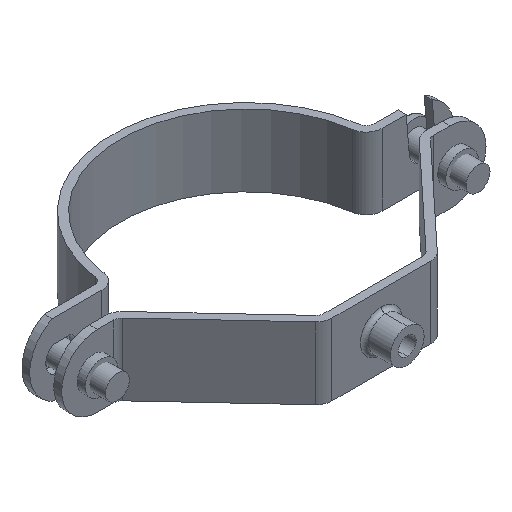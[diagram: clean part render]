
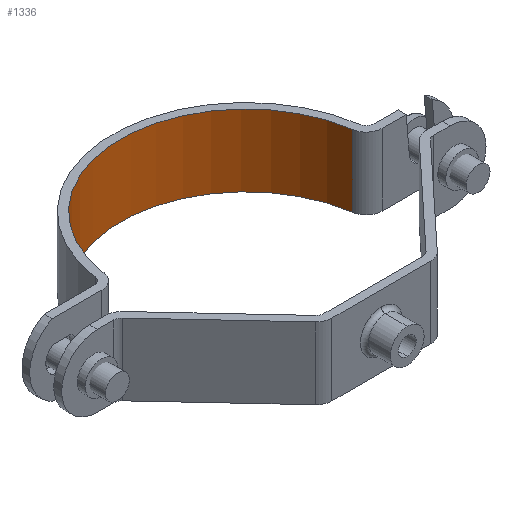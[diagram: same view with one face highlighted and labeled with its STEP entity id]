
A CAD part, isometric view. The second image highlights one B-rep face of the part: STEP entity #1336.
In plain terms, the highlighted cylindrical face has radius 31.5 mm (diameter 63 mm), a partial arc.
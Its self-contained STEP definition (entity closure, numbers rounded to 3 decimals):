
#15 = ORIENTED_EDGE ( 'NONE', *, *, #1950, .T. ) ;
#42 = DIRECTION ( 'NONE',  ( -1., 0., 0. ) ) ;
#135 = EDGE_CURVE ( 'NONE', #2502, #3071, #3088, .T. ) ;
#178 = CARTESIAN_POINT ( 'NONE',  ( -31.186, 1.437, 9. ) ) ;
#191 = VECTOR ( 'NONE', #2076, 1000. ) ;
#196 = CARTESIAN_POINT ( 'NONE',  ( -31.186, 1.437, -9. ) ) ;
#250 = EDGE_LOOP ( 'NONE', ( #2964, #2713, #15, #1201 ) ) ;
#341 = CARTESIAN_POINT ( 'NONE',  ( 31.186, 1.437, 9. ) ) ;
#410 = CARTESIAN_POINT ( 'NONE',  ( -31.186, 1.437, 9. ) ) ;
#421 = VECTOR ( 'NONE', #1896, 1000. ) ;
#577 = CARTESIAN_POINT ( 'NONE',  ( 31.186, 1.437, 9. ) ) ;
#790 = VERTEX_POINT ( 'NONE', #341 ) ;
#809 = CARTESIAN_POINT ( 'NONE',  ( 31.186, 1.437, -9. ) ) ;
#1201 = ORIENTED_EDGE ( 'NONE', *, *, #135, .F. ) ;
#1202 = AXIS2_PLACEMENT_3D ( 'NONE', #2116, #2155, #2624 ) ;
#1336 = ADVANCED_FACE ( 'NONE', ( #1703 ), #2954, .F. ) ;
#1455 = VERTEX_POINT ( 'NONE', #809 ) ;
#1539 = DIRECTION ( 'NONE',  ( 0., 0., 1. ) ) ;
#1668 = CIRCLE ( 'NONE', #2300, 31.5 ) ;
#1695 = EDGE_CURVE ( 'NONE', #1455, #2502, #1668, .T. ) ;
#1703 = FACE_OUTER_BOUND ( 'NONE', #250, .T. ) ;
#1830 = CIRCLE ( 'NONE', #2481, 31.5 ) ;
#1874 = DIRECTION ( 'NONE',  ( -1., 0., 0. ) ) ;
#1896 = DIRECTION ( 'NONE',  ( 0., 0., 1. ) ) ;
#1950 = EDGE_CURVE ( 'NONE', #790, #3071, #1830, .T. ) ;
#2024 = LINE ( 'NONE', #577, #191 ) ;
#2055 = EDGE_CURVE ( 'NONE', #790, #1455, #2024, .T. ) ;
#2076 = DIRECTION ( 'NONE',  ( 0., 0., -1. ) ) ;
#2116 = CARTESIAN_POINT ( 'NONE',  ( 0., -3., 9. ) ) ;
#2155 = DIRECTION ( 'NONE',  ( 0., 0., -1. ) ) ;
#2195 = DIRECTION ( 'NONE',  ( 0., 0., 1. ) ) ;
#2300 = AXIS2_PLACEMENT_3D ( 'NONE', #3042, #2195, #1874 ) ;
#2481 = AXIS2_PLACEMENT_3D ( 'NONE', #3032, #1539, #42 ) ;
#2502 = VERTEX_POINT ( 'NONE', #196 ) ;
#2624 = DIRECTION ( 'NONE',  ( -1., 0., 0. ) ) ;
#2713 = ORIENTED_EDGE ( 'NONE', *, *, #2055, .F. ) ;
#2954 = CYLINDRICAL_SURFACE ( 'NONE', #1202, 31.5 ) ;
#2964 = ORIENTED_EDGE ( 'NONE', *, *, #1695, .F. ) ;
#3032 = CARTESIAN_POINT ( 'NONE',  ( 0., -3., 9. ) ) ;
#3042 = CARTESIAN_POINT ( 'NONE',  ( 0., -3., -9. ) ) ;
#3071 = VERTEX_POINT ( 'NONE', #178 ) ;
#3088 = LINE ( 'NONE', #410, #421 ) ;
